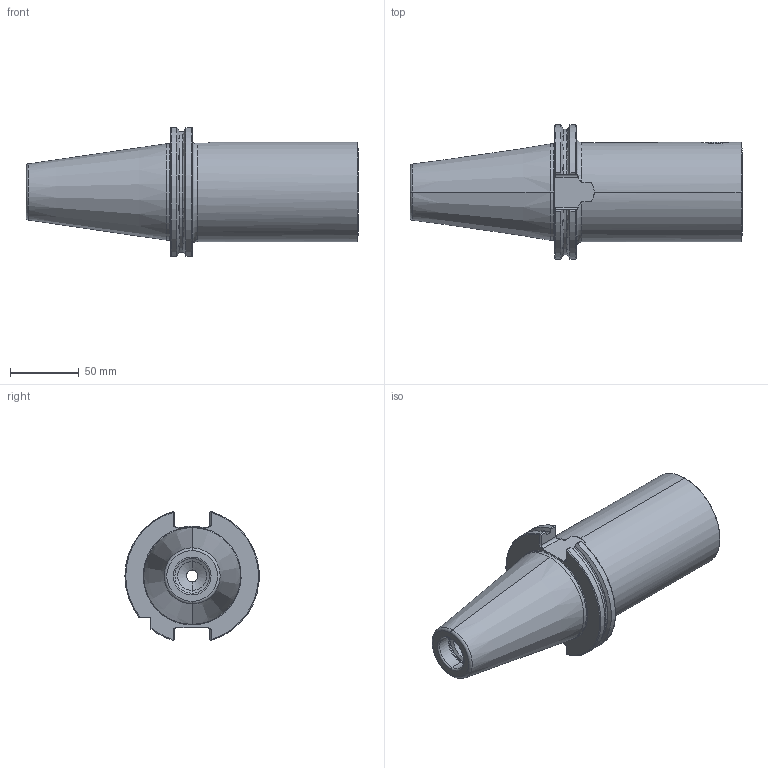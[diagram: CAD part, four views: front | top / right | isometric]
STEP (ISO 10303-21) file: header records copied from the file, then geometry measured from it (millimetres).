
FILE_DESCRIPTION (( 'STEP AP203' ), '1' );
FILE_NAME ('102.515.722.STEP', '2018-03-09T13:31:48', ( 'SWIAdmin' ), ( 'Hewlett-Packard Company' ), 'SwSTEP 2.0', 'SolidWorks 2017', '' );
FILE_SCHEMA (( 'CONFIG_CONTROL_DESIGN' ));
Length unit declared in the file: millimetre
Products named in the file (3): SK5-MB7.K01.139_C; MB7-ER1.001.022_A; 102.515.722
Assembly tree (2 placements, depth 2):
  102.515.722
    SK5-MB7.K01.139_C
    MB7-ER1.001.022_A
Bounding box: 240.7 x 97.28 x 93.51 mm (x, y, z)
Volume: 765191.2 mm3; surface area: 77054.6 mm2
Topology: 2 solids, 2 shells, 174 faces, 438 edges, 269 vertices
Faces by surface type: plane 56, cylinder 51, cone 36, torus 28, bspline 3
Entity records: 6097 total; most frequent: CARTESIAN_POINT 1683, DIRECTION 877, ORIENTED_EDGE 872, EDGE_CURVE 436, AXIS2_PLACEMENT_3D 349, VERTEX_POINT 269, EDGE_LOOP 181, VECTOR 179
